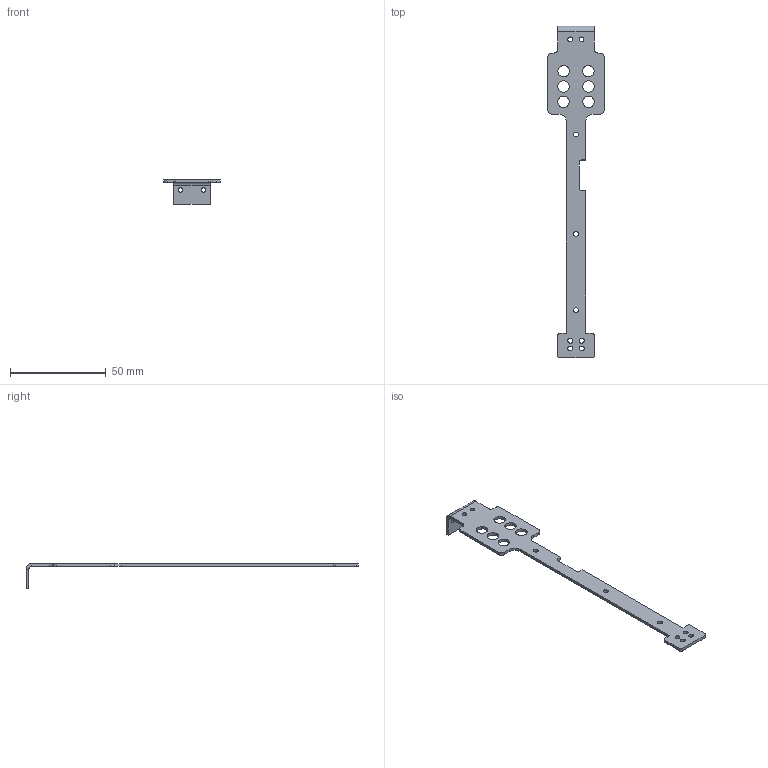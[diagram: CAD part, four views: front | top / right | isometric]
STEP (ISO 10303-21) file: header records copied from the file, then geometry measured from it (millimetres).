
FILE_DESCRIPTION(/* description */ (''),/* implementation_level */ '2;1');
FILE_NAME(/* name */ 'Cart platform 4.step',/* time_stamp */ '2023-09-19T16:24:18+02:00',/* author */ (''),/* organization */ (''),/* preprocessor_version */ 'ST-DEVELOPER v20',/* originating_system */ 'Autodesk Translation Framework v12.9.0.99',/* authorisation */ '');
FILE_SCHEMA (('AUTOMOTIVE_DESIGN { 1 0 10303 214 3 1 1 }'));
Length unit declared in the file: millimetre
Products named in the file (1): Cart platform 4
Bounding box: 29.4 x 173.8 x 13 mm (x, y, z)
Volume: 3800.7 mm3; surface area: 6027.6 mm2
Topology: 1 solids, 1 shells, 65 faces, 181 edges, 118 vertices
Faces by surface type: cylinder 33, plane 32
Full cylindrical faces by diameter (mm): 2.4 x2, 2.5 x9, 6 x4
Entity records: 2205 total; most frequent: DIRECTION 379, CARTESIAN_POINT 365, ORIENTED_EDGE 362, EDGE_CURVE 181, AXIS2_PLACEMENT_3D 132, VERTEX_POINT 118, LINE 115, VECTOR 115
